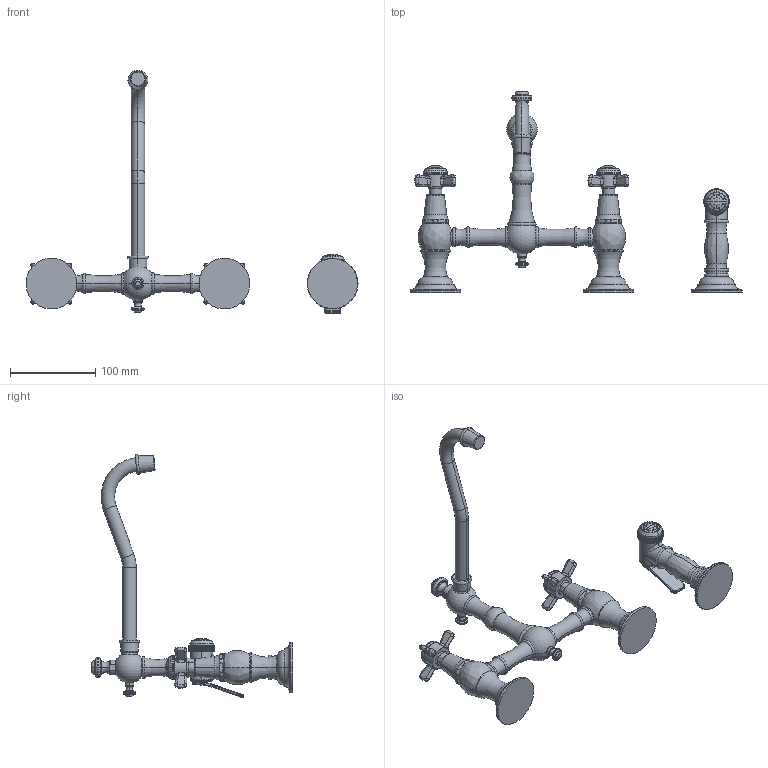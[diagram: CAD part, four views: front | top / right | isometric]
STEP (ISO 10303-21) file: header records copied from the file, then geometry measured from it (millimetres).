
FILE_DESCRIPTION((''),'2;1');
FILE_NAME('945-1','2021-02-26T12:22:51',('rsmith'),(''),'CREO PARAMETRIC BY PTC INC, 2018400','CREO PARAMETRIC BY PTC INC, 2018400','');
FILE_SCHEMA(('AUTOMOTIVE_DESIGN { 1 0 10303 214 1 1 1 1 }'));
Products named in the file (1): 945-1
Bounding box: 389.89 x 236.14 x 285.69 mm (x, y, z)
Volume: 536952.6 mm3; surface area: 113409.1 mm2
Topology: 5 solids, 6 shells, 1701 faces, 4530 edges, 2916 vertices
Faces by surface type: plane 728, cylinder 509, torus 201, bspline 159, sphere 68, extrusion 20, cone 16
Entity records: 100482 total; most frequent: CARTESIAN_POINT 31553, ORIENTED_EDGE 9052, DIRECTION 8470, PRESENTATION_STYLE_ASSIGNMENT 6113, STYLED_ITEM 4531, CURVE_STYLE 4526, EDGE_CURVE 4526, AXIS2_PLACEMENT_3D 3464
